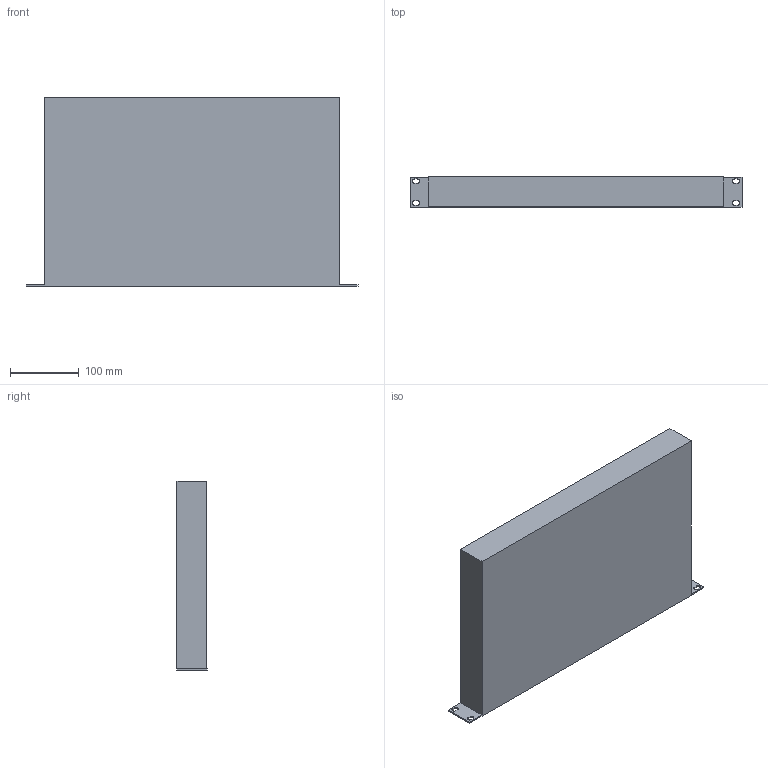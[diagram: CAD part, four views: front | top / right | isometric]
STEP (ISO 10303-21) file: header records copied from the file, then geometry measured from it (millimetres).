
FILE_DESCRIPTION (( 'STEP AP214' ), '1' );
FILE_NAME ('MES5332A.STEP', '2023-01-11T10:14:46', ( '' ), ( '' ), 'SwSTEP 2.0', 'SolidWorks 2021', '' );
FILE_SCHEMA (( 'AUTOMOTIVE_DESIGN' ));
Length unit declared in the file: millimetre
Products named in the file (1): MES5332A
Bounding box: 482.6 x 43.62 x 276 mm (x, y, z)
Volume: 5160443.8 mm3; surface area: 306284.2 mm2
Topology: 1 solids, 1 shells, 628 faces, 1654 edges, 1102 vertices
Faces by surface type: plane 474, cylinder 154
Entity records: 19320 total; most frequent: CARTESIAN_POINT 3385, ORIENTED_EDGE 3308, DIRECTION 3220, EDGE_CURVE 1654, LINE 1346, VECTOR 1346, VERTEX_POINT 1102, AXIS2_PLACEMENT_3D 937
